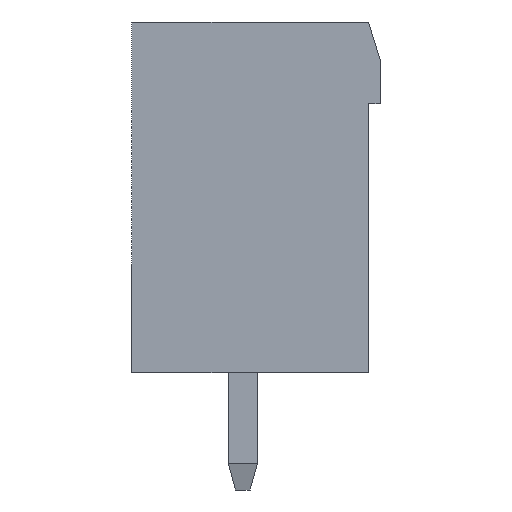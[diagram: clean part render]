
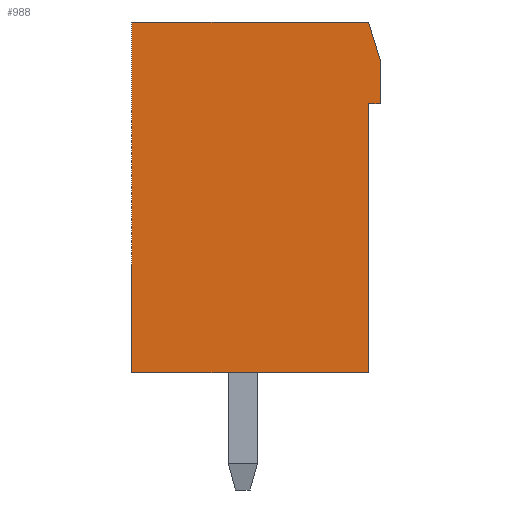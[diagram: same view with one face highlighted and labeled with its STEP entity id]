
A CAD part, left-side view. The second image highlights one B-rep face of the part: STEP entity #988.
In plain terms, the highlighted planar face has unit normal (-1, 0, 0).
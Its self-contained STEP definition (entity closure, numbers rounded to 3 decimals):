
#988 = ADVANCED_FACE( '', ( #2077 ), #2078, .T. );
#2077 = FACE_OUTER_BOUND( '', #3311, .T. );
#2078 = PLANE( '', #3312 );
#3311 = EDGE_LOOP( '', ( #6040, #6041, #6042, #6043, #6044, #6045, #6046 ) );
#3312 = AXIS2_PLACEMENT_3D( '', #6047, #6048, #6049 );
#6040 = ORIENTED_EDGE( '', *, *, #8701, .T. );
#6041 = ORIENTED_EDGE( '', *, *, #8096, .T. );
#6042 = ORIENTED_EDGE( '', *, *, #8765, .T. );
#6043 = ORIENTED_EDGE( '', *, *, #8766, .T. );
#6044 = ORIENTED_EDGE( '', *, *, #8767, .T. );
#6045 = ORIENTED_EDGE( '', *, *, #8022, .T. );
#6046 = ORIENTED_EDGE( '', *, *, #7896, .T. );
#6047 = CARTESIAN_POINT( '', ( -28.94, 0., 0. ) );
#6048 = DIRECTION( '', ( -1., 0., 0. ) );
#6049 = DIRECTION( '', ( 0., 0., 1. ) );
#7896 = EDGE_CURVE( '', #9615, #9616, #9617, .T. );
#8022 = EDGE_CURVE( '', #9834, #9615, #9835, .T. );
#8096 = EDGE_CURVE( '', #9961, #9959, #9962, .T. );
#8701 = EDGE_CURVE( '', #9616, #9961, #10863, .T. );
#8765 = EDGE_CURVE( '', #9959, #10936, #10937, .T. );
#8766 = EDGE_CURVE( '', #10936, #10938, #10939, .T. );
#8767 = EDGE_CURVE( '', #10938, #9834, #10940, .T. );
#9615 = VERTEX_POINT( '', #12064 );
#9616 = VERTEX_POINT( '', #12065 );
#9617 = LINE( '', #12066, #12067 );
#9834 = VERTEX_POINT( '', #12383 );
#9835 = LINE( '', #12384, #12385 );
#9959 = VERTEX_POINT( '', #12560 );
#9961 = VERTEX_POINT( '', #12563 );
#9962 = LINE( '', #12564, #12565 );
#10863 = LINE( '', #13909, #13910 );
#10936 = VERTEX_POINT( '', #14021 );
#10937 = LINE( '', #14022, #14023 );
#10938 = VERTEX_POINT( '', #14024 );
#10939 = LINE( '', #14025, #14026 );
#10940 = LINE( '', #14027, #14028 );
#12064 = CARTESIAN_POINT( '', ( -28.94, -4.45, 3.2 ) );
#12065 = CARTESIAN_POINT( '', ( -28.94, -4.45, 4.7 ) );
#12066 = CARTESIAN_POINT( '', ( -28.94, -4.45, 3.2 ) );
#12067 = VECTOR( '', #14863, 1000. );
#12383 = CARTESIAN_POINT( '', ( -28.94, -4.05, 3.2 ) );
#12384 = CARTESIAN_POINT( '', ( -28.94, -4.05, 3.2 ) );
#12385 = VECTOR( '', #14984, 1000. );
#12560 = CARTESIAN_POINT( '', ( -28.94, 4.05, 6. ) );
#12563 = CARTESIAN_POINT( '', ( -28.94, -4.05, 6. ) );
#12564 = CARTESIAN_POINT( '', ( -28.94, -4.05, 6. ) );
#12565 = VECTOR( '', #15073, 1000. );
#13909 = CARTESIAN_POINT( '', ( -28.94, -4.45, 4.7 ) );
#13910 = VECTOR( '', #15601, 1000. );
#14021 = CARTESIAN_POINT( '', ( -28.94, 4.05, -6. ) );
#14022 = CARTESIAN_POINT( '', ( -28.94, 4.05, 6. ) );
#14023 = VECTOR( '', #15643, 1000. );
#14024 = CARTESIAN_POINT( '', ( -28.94, -4.05, -6. ) );
#14025 = CARTESIAN_POINT( '', ( -28.94, 4.05, -6. ) );
#14026 = VECTOR( '', #15644, 1000. );
#14027 = CARTESIAN_POINT( '', ( -28.94, -4.05, -6. ) );
#14028 = VECTOR( '', #15645, 1000. );
#14863 = DIRECTION( '', ( 0., 0., 1. ) );
#14984 = DIRECTION( '', ( 0., -1., 0. ) );
#15073 = DIRECTION( '', ( 0., 1., 0. ) );
#15601 = DIRECTION( '', ( 0., 0.294, 0.956 ) );
#15643 = DIRECTION( '', ( 0., 0., -1. ) );
#15644 = DIRECTION( '', ( 0., -1., 0. ) );
#15645 = DIRECTION( '', ( 0., 0., 1. ) );
